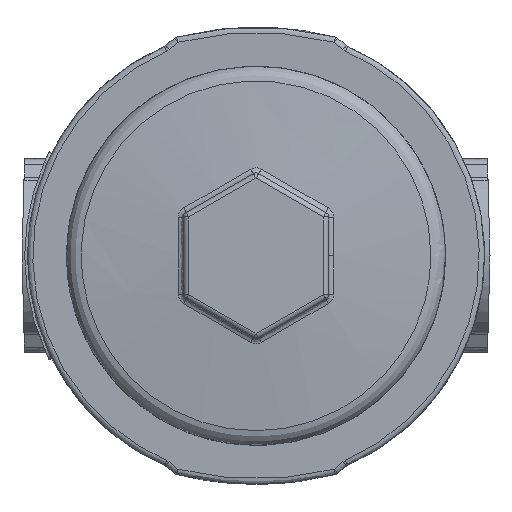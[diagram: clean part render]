
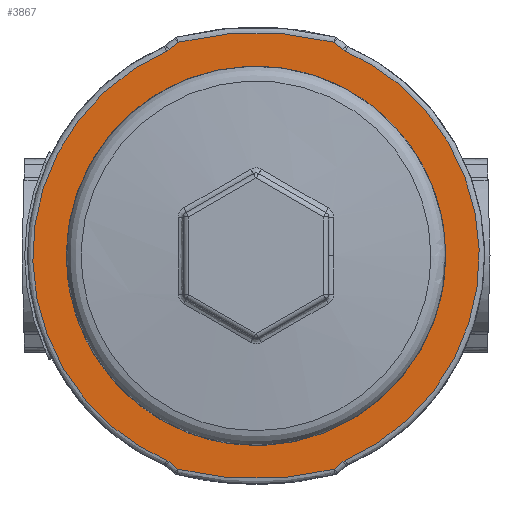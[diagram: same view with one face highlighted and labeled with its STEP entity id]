
A CAD part, front view. The second image highlights one B-rep face of the part: STEP entity #3867.
In plain terms, the highlighted free-form (B-spline) face has degree [1, 1] with [2, 2] control points.
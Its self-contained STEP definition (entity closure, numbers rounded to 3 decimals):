
#3668=CARTESIAN_POINT('V534',(34.17,-4.5,
   0.0));
#3669=VERTEX_POINT('V534',#3668);
#3670=CARTESIAN_POINT('E933',(34.17,-4.5,
   0.0));
#3671=CARTESIAN_POINT('E933',(34.17,-4.5,
   -59.184));
#3672=CARTESIAN_POINT('E933',(-17.085,-4.5,
   -29.592));
#3673=CARTESIAN_POINT('E933',(-68.34,-4.5,
   0.));
#3674=CARTESIAN_POINT('E933',(-17.085,-4.5,
   29.592));
#3675=CARTESIAN_POINT('E933',(34.17,-4.5,
   59.184));
#3676=CARTESIAN_POINT('E933',(34.17,-4.5,
   0.0));
#3684=(BOUNDED_CURVE()B_SPLINE_CURVE(2,(#3670,#3671,#3672,#3673,
   #3674,#3675,#3676),.CIRCULAR_ARC.,.T.,.U.)
   B_SPLINE_CURVE_WITH_KNOTS((3,2,2,3),(0.0,14.989,
   29.977,44.966),.UNSPECIFIED.)CURVE()
   GEOMETRIC_REPRESENTATION_ITEM()RATIONAL_B_SPLINE_CURVE((
   0.93,0.465,0.93,
   0.465,0.93,0.465,
   0.93))REPRESENTATION_ITEM('E933'));
#3685=EDGE_CURVE('E933',#3669,#3669,#3684,.T.);
#3705=CARTESIAN_POINT('F384',(-49.5,-4.5,
   -49.5));
#3706=CARTESIAN_POINT('F384',(49.5,-4.5,
   -49.5));
#3707=CARTESIAN_POINT('F384',(-49.5,-4.5,
   49.5));
#3708=CARTESIAN_POINT('F384',(49.5,-4.5,
   49.5));
#3709=QUASI_UNIFORM_SURFACE('F384',1,1,((#3705,#3707),(#3706,
   #3708)),.PLANE_SURF.,.F.,.F.,.U.);
#3710=CARTESIAN_POINT('V291',(-14.531,-4.5,
   -39.682));
#3711=VERTEX_POINT('V291',#3710);
#3712=CARTESIAN_POINT('V312',(14.531,-4.5,
   -39.682));
#3713=VERTEX_POINT('V312',#3712);
#3714=CARTESIAN_POINT('E436',(-14.531,-4.5,
   -39.682));
#3715=CARTESIAN_POINT('E436',(0.,-4.5,
   -43.375));
#3716=CARTESIAN_POINT('E436',(14.531,-4.5,
   -39.682));
#3724=(BOUNDED_CURVE()B_SPLINE_CURVE(2,(#3714,#3715,#3716),
   .CIRCULAR_ARC.,.F.,.U.)B_SPLINE_CURVE_WITH_KNOTS((3,3),(2.0,
   20.694),.UNSPECIFIED.)CURVE()
   GEOMETRIC_REPRESENTATION_ITEM()RATIONAL_B_SPLINE_CURVE((1.0,
   0.969,1.0))REPRESENTATION_ITEM('E436'));
#3725=EDGE_CURVE('E436',#3711,#3713,#3724,.T.);
#3726=ORIENTED_EDGE('E436',*,*,#3725,.T.);
#3727=CARTESIAN_POINT('V310',(16.159,-4.5,
   -38.317));
#3728=VERTEX_POINT('V310',#3727);
#3729=CARTESIAN_POINT('E431',(14.531,-4.5,
   -39.682));
#3730=CARTESIAN_POINT('E431',(16.159,-4.5,
   -38.317));
#3731=B_SPLINE_CURVE_WITH_KNOTS('E431',1,(#3729,#3730),
   .POLYLINE_FORM.,.F.,.U.,(2,2),(2.0,3.353),
   .UNSPECIFIED.);
#3732=EDGE_CURVE('E431',#3713,#3728,#3731,.T.);
#3733=ORIENTED_EDGE('E431',*,*,#3732,.T.);
#3734=CARTESIAN_POINT('V308',(16.643,-4.5,
   -38.017));
#3735=VERTEX_POINT('V308',#3734);
#3736=CARTESIAN_POINT('E428',(16.159,-4.5,
   -38.317));
#3737=CARTESIAN_POINT('E428',(16.379,-4.5,
   -38.132));
#3738=CARTESIAN_POINT('E428',(16.643,-4.5,
   -38.017));
#3746=(BOUNDED_CURVE()B_SPLINE_CURVE(2,(#3736,#3737,#3738),
   .CIRCULAR_ARC.,.F.,.U.)B_SPLINE_CURVE_WITH_KNOTS((3,3),(2.0,
   3.0),.UNSPECIFIED.)CURVE()GEOMETRIC_REPRESENTATION_ITEM()
   RATIONAL_B_SPLINE_CURVE((1.0,0.99,1.0))
   REPRESENTATION_ITEM('E428'));
#3747=EDGE_CURVE('E428',#3728,#3735,#3746,.T.);
#3748=ORIENTED_EDGE('E428',*,*,#3747,.T.);
#3749=CARTESIAN_POINT('V306',(16.643,-4.5,
   38.017));
#3750=VERTEX_POINT('V306',#3749);
#3751=CARTESIAN_POINT('E425',(16.643,-4.5,
   -38.017));
#3752=CARTESIAN_POINT('E425',(41.5,-4.5,
   -27.135));
#3753=CARTESIAN_POINT('E425',(41.5,-4.5,
   0.));
#3754=CARTESIAN_POINT('E425',(41.5,-4.5,
   27.135));
#3755=CARTESIAN_POINT('E425',(16.643,-4.5,
   38.017));
#3763=(BOUNDED_CURVE()B_SPLINE_CURVE(2,(#3751,#3752,#3753,#3754,
   #3755),.CIRCULAR_ARC.,.F.,.U.)B_SPLINE_CURVE_WITH_KNOTS((3,2,3),
   (2.0,32.598,63.197),.UNSPECIFIED.)CURVE(
   )GEOMETRIC_REPRESENTATION_ITEM()RATIONAL_B_SPLINE_CURVE((1.0,
   0.837,1.0,0.837,1.0))REPRESENTATION_ITEM(
   'E425'));
#3764=EDGE_CURVE('E425',#3735,#3750,#3763,.T.);
#3765=ORIENTED_EDGE('E425',*,*,#3764,.T.);
#3766=CARTESIAN_POINT('V304',(16.159,-4.5,
   38.317));
#3767=VERTEX_POINT('V304',#3766);
#3768=CARTESIAN_POINT('E422',(16.643,-4.5,
   38.017));
#3769=CARTESIAN_POINT('E422',(16.379,-4.5,
   38.132));
#3770=CARTESIAN_POINT('E422',(16.159,-4.5,
   38.317));
#3778=(BOUNDED_CURVE()B_SPLINE_CURVE(2,(#3768,#3769,#3770),
   .CIRCULAR_ARC.,.F.,.U.)B_SPLINE_CURVE_WITH_KNOTS((3,3),(2.0,
   3.0),.UNSPECIFIED.)CURVE()GEOMETRIC_REPRESENTATION_ITEM()
   RATIONAL_B_SPLINE_CURVE((1.0,0.99,1.0))
   REPRESENTATION_ITEM('E422'));
#3779=EDGE_CURVE('E422',#3750,#3767,#3778,.T.);
#3780=ORIENTED_EDGE('E422',*,*,#3779,.T.);
#3781=CARTESIAN_POINT('V301',(14.531,-4.5,
   39.682));
#3782=VERTEX_POINT('V301',#3781);
#3783=CARTESIAN_POINT('E419',(16.159,-4.5,
   38.317));
#3784=CARTESIAN_POINT('E419',(14.531,-4.5,
   39.682));
#3785=B_SPLINE_CURVE_WITH_KNOTS('E419',1,(#3783,#3784),
   .POLYLINE_FORM.,.F.,.U.,(2,2),(2.0,3.353),
   .UNSPECIFIED.);
#3786=EDGE_CURVE('E419',#3767,#3782,#3785,.T.);
#3787=ORIENTED_EDGE('E419',*,*,#3786,.T.);
#3788=CARTESIAN_POINT('V298',(-14.531,-4.5,
   39.682));
#3789=VERTEX_POINT('V298',#3788);
#3790=CARTESIAN_POINT('E413',(14.531,-4.5,
   39.682));
#3791=CARTESIAN_POINT('E413',(0.,-4.5,
   43.375));
#3792=CARTESIAN_POINT('E413',(-14.531,-4.5,
   39.682));
#3800=(BOUNDED_CURVE()B_SPLINE_CURVE(2,(#3790,#3791,#3792),
   .CIRCULAR_ARC.,.F.,.U.)B_SPLINE_CURVE_WITH_KNOTS((3,3),(2.0,
   20.694),.UNSPECIFIED.)CURVE()
   GEOMETRIC_REPRESENTATION_ITEM()RATIONAL_B_SPLINE_CURVE((1.0,
   0.969,1.0))REPRESENTATION_ITEM('E413'));
#3801=EDGE_CURVE('E413',#3782,#3789,#3800,.T.);
#3802=ORIENTED_EDGE('E413',*,*,#3801,.T.);
#3803=CARTESIAN_POINT('V296',(-16.159,-4.5,
   38.317));
#3804=VERTEX_POINT('V296',#3803);
#3805=CARTESIAN_POINT('E407',(-14.531,-4.5,
   39.682));
#3806=CARTESIAN_POINT('E407',(-16.159,-4.5,
   38.317));
#3807=B_SPLINE_CURVE_WITH_KNOTS('E407',1,(#3805,#3806),
   .POLYLINE_FORM.,.F.,.U.,(2,2),(2.0,3.353),
   .UNSPECIFIED.);
#3808=EDGE_CURVE('E407',#3789,#3804,#3807,.T.);
#3809=ORIENTED_EDGE('E407',*,*,#3808,.T.);
#3810=CARTESIAN_POINT('V62',(-16.643,-4.5,
   38.017));
#3811=VERTEX_POINT('V62',#3810);
#3812=CARTESIAN_POINT('E404',(-16.159,-4.5,
   38.317));
#3813=CARTESIAN_POINT('E404',(-16.379,-4.5,
   38.132));
#3814=CARTESIAN_POINT('E404',(-16.643,-4.5,
   38.017));
#3822=(BOUNDED_CURVE()B_SPLINE_CURVE(2,(#3812,#3813,#3814),
   .CIRCULAR_ARC.,.F.,.U.)B_SPLINE_CURVE_WITH_KNOTS((3,3),(2.0,
   3.0),.UNSPECIFIED.)CURVE()GEOMETRIC_REPRESENTATION_ITEM()
   RATIONAL_B_SPLINE_CURVE((1.0,0.99,1.0))
   REPRESENTATION_ITEM('E404'));
#3823=EDGE_CURVE('E404',#3804,#3811,#3822,.T.);
#3824=ORIENTED_EDGE('E404',*,*,#3823,.T.);
#3825=CARTESIAN_POINT('V63',(-16.643,-4.5,
   -38.017));
#3826=VERTEX_POINT('V63',#3825);
#3827=CARTESIAN_POINT('E101',(-16.643,-4.5,
   38.017));
#3828=CARTESIAN_POINT('E101',(-41.5,-4.5,
   27.135));
#3829=CARTESIAN_POINT('E101',(-41.5,-4.5,
   0.));
#3830=CARTESIAN_POINT('E101',(-41.5,-4.5,
   -27.135));
#3831=CARTESIAN_POINT('E101',(-16.643,-4.5,
   -38.017));
#3839=(BOUNDED_CURVE()B_SPLINE_CURVE(2,(#3827,#3828,#3829,#3830,
   #3831),.CIRCULAR_ARC.,.F.,.U.)B_SPLINE_CURVE_WITH_KNOTS((3,2,3),
   (2.0,32.598,63.197),.UNSPECIFIED.)CURVE(
   )GEOMETRIC_REPRESENTATION_ITEM()RATIONAL_B_SPLINE_CURVE((1.0,
   0.837,1.0,0.837,1.0))REPRESENTATION_ITEM(
   'E101'));
#3840=EDGE_CURVE('E101',#3811,#3826,#3839,.T.);
#3841=ORIENTED_EDGE('E101',*,*,#3840,.T.);
#3842=CARTESIAN_POINT('V294',(-16.159,-4.5,
   -38.317));
#3843=VERTEX_POINT('V294',#3842);
#3844=CARTESIAN_POINT('E401',(-16.643,-4.5,
   -38.017));
#3845=CARTESIAN_POINT('E401',(-16.379,-4.5,
   -38.132));
#3846=CARTESIAN_POINT('E401',(-16.159,-4.5,
   -38.317));
#3854=(BOUNDED_CURVE()B_SPLINE_CURVE(2,(#3844,#3845,#3846),
   .CIRCULAR_ARC.,.F.,.U.)B_SPLINE_CURVE_WITH_KNOTS((3,3),(2.0,
   3.0),.UNSPECIFIED.)CURVE()GEOMETRIC_REPRESENTATION_ITEM()
   RATIONAL_B_SPLINE_CURVE((1.0,0.99,1.0))
   REPRESENTATION_ITEM('E401'));
#3855=EDGE_CURVE('E401',#3826,#3843,#3854,.T.);
#3856=ORIENTED_EDGE('E401',*,*,#3855,.T.);
#3857=CARTESIAN_POINT('E399',(-16.159,-4.5,
   -38.317));
#3858=CARTESIAN_POINT('E399',(-14.531,-4.5,
   -39.682));
#3859=B_SPLINE_CURVE_WITH_KNOTS('E399',1,(#3857,#3858),
   .POLYLINE_FORM.,.F.,.U.,(2,2),(2.0,3.353),
   .UNSPECIFIED.);
#3860=EDGE_CURVE('E399',#3843,#3711,#3859,.T.);
#3861=ORIENTED_EDGE('E399',*,*,#3860,.T.);
#3862=EDGE_LOOP('F384',(#3726,#3733,#3748,#3765,#3780,#3787,#3802,
   #3809,#3824,#3841,#3856,#3861));
#3863=FACE_OUTER_BOUND('F384',#3862,.T.);
#3864=ORIENTED_EDGE('E933',*,*,#3685,.T.);
#3865=EDGE_LOOP('F384',(#3864));
#3866=FACE_BOUND('F384',#3865,.T.);
#3867=ADVANCED_FACE('F384',(#3863,#3866),#3709,.T.);
